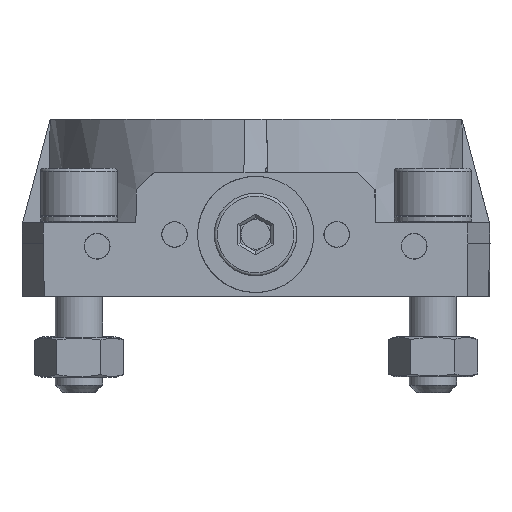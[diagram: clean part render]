
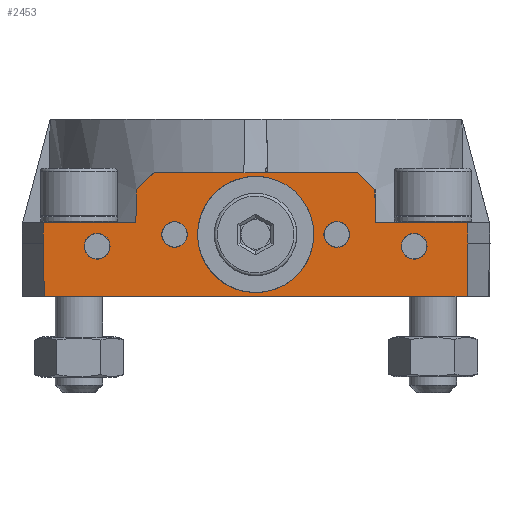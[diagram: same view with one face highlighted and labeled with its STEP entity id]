
A CAD part, left-side view. The second image highlights one B-rep face of the part: STEP entity #2453.
In plain terms, the highlighted planar face has unit normal (-1, 0.001, 0).
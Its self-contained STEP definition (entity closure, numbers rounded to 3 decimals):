
#1912=(
BOUNDED_CURVE()
B_SPLINE_CURVE(2,(#10047,#10048,#10049),.UNSPECIFIED.,.F.,.F.)
B_SPLINE_CURVE_WITH_KNOTS((3,3),(0.,1.),.UNSPECIFIED.)
CURVE()
GEOMETRIC_REPRESENTATION_ITEM()
RATIONAL_B_SPLINE_CURVE((1.,1.,1.))
REPRESENTATION_ITEM('')
);
#1944=FACE_BOUND('',#3153,.T.);
#1945=FACE_BOUND('',#3154,.T.);
#1946=FACE_BOUND('',#3155,.T.);
#1947=FACE_BOUND('',#3156,.T.);
#1948=FACE_BOUND('',#3157,.T.);
#1949=FACE_BOUND('',#3158,.T.);
#2180=B_SPLINE_CURVE_WITH_KNOTS('',3,(#8813,#8814,#8815,#8816),
 .UNSPECIFIED.,.F.,.F.,(4,4),(0.,1.),.UNSPECIFIED.);
#2453=ADVANCED_FACE('',(#1944,#1945,#1946,#1947,#1948,#1949),#2754,.F.);
#2754=PLANE('',#7183);
#3153=EDGE_LOOP('',(#3677,#3678,#3679,#3680,#3681,#3682,#3683,#3684,#3685,
#3686,#3687,#3688,#3689,#3690,#3691));
#3154=EDGE_LOOP('',(#3692));
#3155=EDGE_LOOP('',(#3693));
#3156=EDGE_LOOP('',(#3694,#3695));
#3157=EDGE_LOOP('',(#3696));
#3158=EDGE_LOOP('',(#3697));
#3677=ORIENTED_EDGE('',*,*,#5501,.T.);
#3678=ORIENTED_EDGE('',*,*,#5502,.F.);
#3679=ORIENTED_EDGE('',*,*,#5503,.F.);
#3680=ORIENTED_EDGE('',*,*,#5432,.F.);
#3681=ORIENTED_EDGE('',*,*,#5504,.F.);
#3682=ORIENTED_EDGE('',*,*,#5505,.T.);
#3683=ORIENTED_EDGE('',*,*,#5506,.F.);
#3684=ORIENTED_EDGE('',*,*,#5507,.F.);
#3685=ORIENTED_EDGE('',*,*,#5508,.F.);
#3686=ORIENTED_EDGE('',*,*,#5509,.F.);
#3687=ORIENTED_EDGE('',*,*,#5510,.T.);
#3688=ORIENTED_EDGE('',*,*,#5511,.T.);
#3689=ORIENTED_EDGE('',*,*,#5406,.F.);
#3690=ORIENTED_EDGE('',*,*,#5512,.T.);
#3691=ORIENTED_EDGE('',*,*,#5513,.T.);
#3692=ORIENTED_EDGE('',*,*,#5514,.T.);
#3693=ORIENTED_EDGE('',*,*,#5515,.T.);
#3694=ORIENTED_EDGE('',*,*,#5516,.T.);
#3695=ORIENTED_EDGE('',*,*,#5370,.T.);
#3696=ORIENTED_EDGE('',*,*,#5517,.F.);
#3697=ORIENTED_EDGE('',*,*,#5518,.F.);
#4898=VERTEX_POINT('',#8667);
#4900=VERTEX_POINT('',#8817);
#4901=VERTEX_POINT('',#8818);
#4935=VERTEX_POINT('',#9131);
#4936=VERTEX_POINT('',#9133);
#4961=VERTEX_POINT('',#9323);
#4962=VERTEX_POINT('',#9325);
#5026=VERTEX_POINT('',#10037);
#5027=VERTEX_POINT('',#10038);
#5028=VERTEX_POINT('',#10040);
#5029=VERTEX_POINT('',#10043);
#5030=VERTEX_POINT('',#10045);
#5031=VERTEX_POINT('',#10050);
#5032=VERTEX_POINT('',#10052);
#5033=VERTEX_POINT('',#10054);
#5034=VERTEX_POINT('',#10056);
#5035=VERTEX_POINT('',#10059);
#5036=VERTEX_POINT('',#10062);
#5037=VERTEX_POINT('',#10064);
#5038=VERTEX_POINT('',#10067);
#5039=VERTEX_POINT('',#10069);
#5370=EDGE_CURVE('',#4900,#4901,#2180,.T.);
#5406=EDGE_CURVE('',#4935,#4936,#6053,.T.);
#5432=EDGE_CURVE('',#4961,#4962,#6062,.T.);
#5501=EDGE_CURVE('',#5026,#5027,#6082,.T.);
#5502=EDGE_CURVE('',#5028,#5027,#6083,.T.);
#5503=EDGE_CURVE('',#4962,#5028,#6084,.T.);
#5504=EDGE_CURVE('',#5029,#4961,#6085,.T.);
#5505=EDGE_CURVE('',#5029,#5030,#6086,.T.);
#5506=EDGE_CURVE('',#4898,#5030,#6087,.T.);
#5507=EDGE_CURVE('',#5031,#4898,#1912,.T.);
#5508=EDGE_CURVE('',#5032,#5031,#6088,.T.);
#5509=EDGE_CURVE('',#5033,#5032,#6089,.T.);
#5510=EDGE_CURVE('',#5033,#5034,#6090,.T.);
#5511=EDGE_CURVE('',#5034,#4936,#6091,.T.);
#5512=EDGE_CURVE('',#4935,#5035,#6092,.T.);
#5513=EDGE_CURVE('',#5035,#5026,#6093,.T.);
#5514=EDGE_CURVE('',#5036,#5036,#7014,.T.);
#5515=EDGE_CURVE('',#5037,#5037,#7015,.T.);
#5516=EDGE_CURVE('',#4901,#4900,#7016,.T.);
#5517=EDGE_CURVE('',#5038,#5038,#7017,.T.);
#5518=EDGE_CURVE('',#5039,#5039,#7018,.T.);
#6053=LINE('',#9132,#6320);
#6062=LINE('',#9324,#6329);
#6082=LINE('',#10036,#6349);
#6083=LINE('',#10039,#6350);
#6084=LINE('',#10041,#6351);
#6085=LINE('',#10042,#6352);
#6086=LINE('',#10044,#6353);
#6087=LINE('',#10046,#6354);
#6088=LINE('',#10051,#6355);
#6089=LINE('',#10053,#6356);
#6090=LINE('',#10055,#6357);
#6091=LINE('',#10057,#6358);
#6092=LINE('',#10058,#6359);
#6093=LINE('',#10060,#6360);
#6320=VECTOR('',#7602,1.);
#6329=VECTOR('',#7637,1.);
#6349=VECTOR('',#7683,1.);
#6350=VECTOR('',#7684,1.);
#6351=VECTOR('',#7685,1.);
#6352=VECTOR('',#7686,1.);
#6353=VECTOR('',#7687,1.);
#6354=VECTOR('',#7688,1.);
#6355=VECTOR('',#7689,1.);
#6356=VECTOR('',#7690,1.);
#6357=VECTOR('',#7691,1.);
#6358=VECTOR('',#7692,1.);
#6359=VECTOR('',#7693,1.);
#6360=VECTOR('',#7694,1.);
#7014=CIRCLE('',#7178,2.187);
#7015=CIRCLE('',#7179,2.187);
#7016=CIRCLE('',#7180,9.852);
#7017=CIRCLE('',#7181,2.187);
#7018=CIRCLE('',#7182,2.187);
#7178=AXIS2_PLACEMENT_3D('',#10061,#7695,#7696);
#7179=AXIS2_PLACEMENT_3D('',#10063,#7697,#7698);
#7180=AXIS2_PLACEMENT_3D('',#10065,#7699,#7700);
#7181=AXIS2_PLACEMENT_3D('',#10066,#7701,#7702);
#7182=AXIS2_PLACEMENT_3D('',#10068,#7703,#7704);
#7183=AXIS2_PLACEMENT_3D('',#10070,#7705,#7706);
#7602=DIRECTION('',(-0.001,-1.,0.));
#7637=DIRECTION('',(-0.001,-1.,0.));
#7683=DIRECTION('',(-0.001,-1.,0.));
#7684=DIRECTION('',(0.,0.019,-1.));
#7685=DIRECTION('',(0.,-0.019,-1.));
#7686=DIRECTION('',(0.,-0.017,-1.));
#7687=DIRECTION('',(0.001,0.713,0.701));
#7688=DIRECTION('',(-0.001,-1.,0.));
#7689=DIRECTION('',(-0.001,-1.,0.));
#7690=DIRECTION('',(-0.001,-1.,0.));
#7691=DIRECTION('',(0.001,0.713,-0.701));
#7692=DIRECTION('',(0.,0.017,-1.));
#7693=DIRECTION('',(0.,0.019,-1.));
#7694=DIRECTION('',(0.,-0.019,-1.));
#7695=DIRECTION('',(1.,-0.001,0.));
#7696=DIRECTION('',(0.001,1.,0.));
#7697=DIRECTION('',(1.,-0.001,0.));
#7698=DIRECTION('',(0.001,1.,0.));
#7699=DIRECTION('',(1.,-0.001,0.));
#7700=DIRECTION('',(0.001,1.,0.));
#7701=DIRECTION('',(-1.,0.001,0.));
#7702=DIRECTION('',(0.001,1.,0.));
#7703=DIRECTION('',(-1.,0.001,0.));
#7704=DIRECTION('',(0.001,1.,0.));
#7705=DIRECTION('',(1.,-0.001,0.));
#7706=DIRECTION('',(0.001,1.,0.));
#8667=CARTESIAN_POINT('',(-49.667,-1.708,-54.597));
#8813=CARTESIAN_POINT('',(-49.666,-1.459,-55.357));
#8814=CARTESIAN_POINT('',(-49.666,-1.631,-55.384));
#8815=CARTESIAN_POINT('',(-49.667,-1.802,-55.414));
#8816=CARTESIAN_POINT('',(-49.667,-1.972,-55.45));
#8817=CARTESIAN_POINT('',(-49.666,-1.459,-55.357));
#8818=CARTESIAN_POINT('',(-49.666,-1.972,-55.45));
#9131=CARTESIAN_POINT('',(-49.617,35.961,-63.097));
#9132=CARTESIAN_POINT('',(-49.617,36.026,-63.097));
#9133=CARTESIAN_POINT('',(-49.638,20.332,-63.097));
#9323=CARTESIAN_POINT('',(-49.691,-20.279,-63.097));
#9324=CARTESIAN_POINT('',(-49.617,36.026,-63.097));
#9325=CARTESIAN_POINT('',(-49.711,-35.909,-63.097));
#10036=CARTESIAN_POINT('',(-49.617,36.026,-75.597));
#10037=CARTESIAN_POINT('',(-49.617,35.859,-75.597));
#10038=CARTESIAN_POINT('',(-49.711,-35.807,-75.597));
#10039=CARTESIAN_POINT('',(-49.711,-35.974,-66.597));
#10040=CARTESIAN_POINT('',(-49.711,-35.974,-66.597));
#10041=CARTESIAN_POINT('',(-49.711,-35.974,-66.597));
#10042=CARTESIAN_POINT('',(-49.69,-19.974,-45.597));
#10043=CARTESIAN_POINT('',(-49.691,-20.182,-57.544));
#10044=CARTESIAN_POINT('',(-49.657,5.637,-32.172));
#10045=CARTESIAN_POINT('',(-49.687,-17.183,-54.597));
#10046=CARTESIAN_POINT('',(-49.69,-19.974,-54.597));
#10047=CARTESIAN_POINT('',(-49.662,1.76,-54.597));
#10048=CARTESIAN_POINT('',(-49.664,0.026,-54.597));
#10049=CARTESIAN_POINT('',(-49.667,-1.708,-54.597));
#10050=CARTESIAN_POINT('',(-49.662,1.76,-54.597));
#10051=CARTESIAN_POINT('',(-49.617,36.026,-54.597));
#10052=CARTESIAN_POINT('',(-49.662,2.026,-54.597));
#10053=CARTESIAN_POINT('',(-49.617,36.026,-54.597));
#10054=CARTESIAN_POINT('',(-49.642,17.235,-54.597));
#10055=CARTESIAN_POINT('',(-49.624,31.044,-68.167));
#10056=CARTESIAN_POINT('',(-49.638,20.235,-57.544));
#10057=CARTESIAN_POINT('',(-49.638,20.336,-63.37));
#10058=CARTESIAN_POINT('',(-49.617,35.961,-63.098));
#10059=CARTESIAN_POINT('',(-49.617,36.026,-66.597));
#10060=CARTESIAN_POINT('',(-49.617,36.091,-63.098));
#10061=CARTESIAN_POINT('',(-49.682,-13.724,-65.097));
#10062=CARTESIAN_POINT('',(-49.679,-11.537,-65.097));
#10063=CARTESIAN_POINT('',(-49.699,-26.849,-67.097));
#10064=CARTESIAN_POINT('',(-49.697,-24.662,-67.097));
#10065=CARTESIAN_POINT('',(-49.664,0.026,-65.097));
#10066=CARTESIAN_POINT('',(-49.646,13.776,-65.097));
#10067=CARTESIAN_POINT('',(-49.643,15.963,-65.097));
#10068=CARTESIAN_POINT('',(-49.629,26.901,-67.097));
#10069=CARTESIAN_POINT('',(-49.626,29.088,-67.097));
#10070=CARTESIAN_POINT('',(-49.617,36.026,-63.097));
